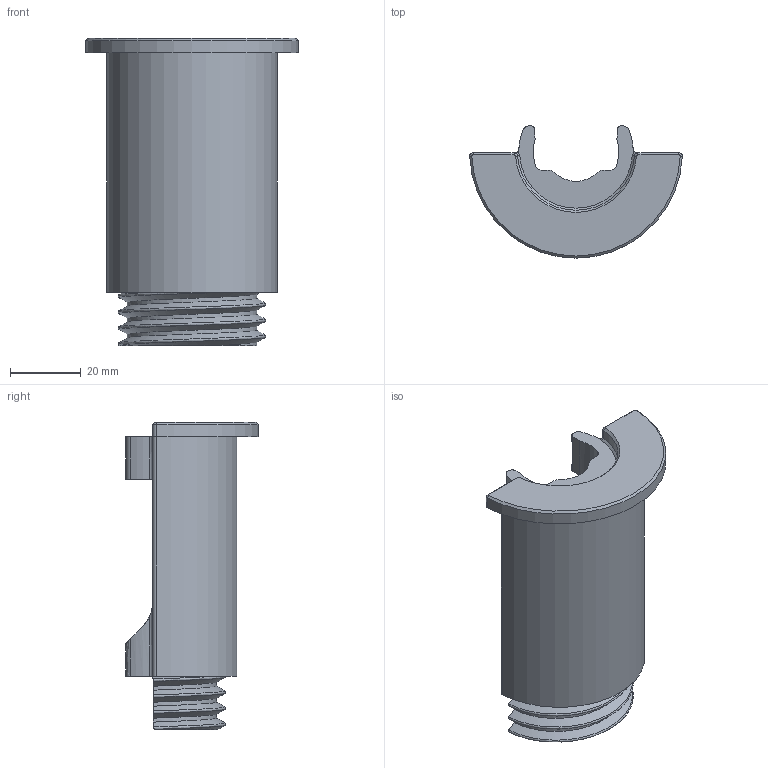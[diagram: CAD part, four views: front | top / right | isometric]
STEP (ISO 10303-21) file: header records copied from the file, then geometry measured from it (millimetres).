
FILE_DESCRIPTION(/* description */ ('','CAx-IF Rec.Pracs.---Representation and Presentation of Product Manufacturing Information (PMI)---4.0---2014-10-13'),/* implementation_level */ '2;1');
FILE_NAME(/* name */ 'spindle_b.step',/* time_stamp */ '2025-01-14T00:30:35-05:00',/* author */ (''),/* organization */ (''),/* preprocessor_version */ 'ST-DEVELOPER v20',/* originating_system */ 'Autodesk Translation Framework v13.20.0.188',/* authorisation */ '');
FILE_SCHEMA (('AP242_MANAGED_MODEL_BASED_3D_ENGINEERING_MIM_LF { 1 0 10303 442 1 1 4 }'));
Length unit declared in the file: millimetre
Products named in the file (1): spindle_b
Bounding box: 59.94 x 37.29 x 86.5 mm (x, y, z)
Volume: 58197.8 mm3; surface area: 14991.1 mm2
Topology: 1 solids, 1 shells, 96 faces, 265 edges, 171 vertices
Faces by surface type: cylinder 33, plane 26, bspline 22, cone 15
Entity records: 4781 total; most frequent: CARTESIAN_POINT 2470, ORIENTED_EDGE 530, DIRECTION 405, EDGE_CURVE 265, VERTEX_POINT 171, AXIS2_PLACEMENT_3D 149, LINE 107, VECTOR 107
